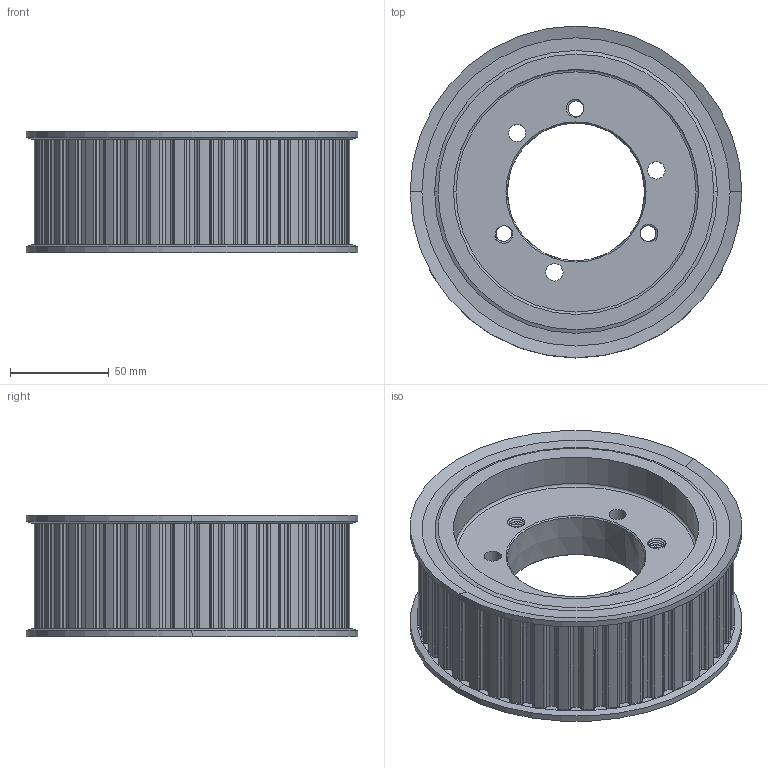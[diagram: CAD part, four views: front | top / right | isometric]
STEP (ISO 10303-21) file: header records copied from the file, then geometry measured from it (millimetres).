
FILE_DESCRIPTION (( 'STEP AP203' ), '1' );
FILE_NAME ('6495K822_Timing Belt Pulley.STEP', '2023-07-19T12:59:06', ( 'Administrator' ), ( 'Managed by Terraform' ), 'SwSTEP 2.0', 'SolidWorks 2017', '' );
FILE_SCHEMA (( 'CONFIG_CONTROL_DESIGN' ));
Length unit declared in the file: inch
Products named in the file (1): 6495K822_Timing Belt Pulley
Bounding box: 167.64 x 167.64 x 61.51 mm (x, y, z)
Volume: 646988.2 mm3; surface area: 99772 mm2
Topology: 1 solids, 1 shells, 484 faces, 1412 edges, 936 vertices
Faces by surface type: cylinder 319, plane 134, cone 18, bspline 9, torus 4
Entity records: 25426 total; most frequent: CARTESIAN_POINT 12515, ORIENTED_EDGE 2824, DIRECTION 2722, EDGE_CURVE 1412, AXIS2_PLACEMENT_3D 1014, VERTEX_POINT 936, VECTOR 694, LINE 694
